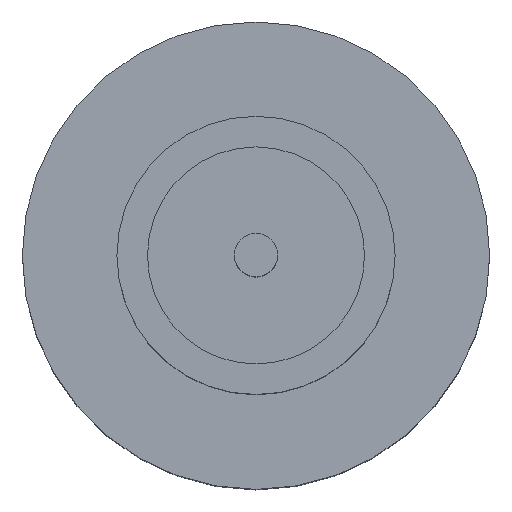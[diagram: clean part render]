
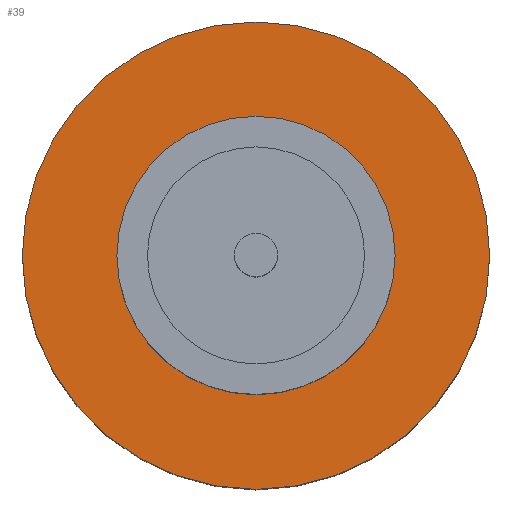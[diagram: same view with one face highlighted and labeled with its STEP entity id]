
A CAD part, top view. The second image highlights one B-rep face of the part: STEP entity #39.
In plain terms, the highlighted planar face has unit normal (0, 0, 1).
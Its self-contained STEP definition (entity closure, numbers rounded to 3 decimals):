
#24 = AXIS2_PLACEMENT_3D ( 'NONE', #702, #781, #339 ) ;
#35 = CARTESIAN_POINT ( 'NONE',  ( 0., 0., 1.55 ) ) ;
#39 = ADVANCED_FACE ( 'NONE', ( #264, #470 ), #359, .T. ) ;
#70 = ORIENTED_EDGE ( 'NONE', *, *, #191, .F. ) ;
#74 = DIRECTION ( 'NONE',  ( 1., 0., 0. ) ) ;
#82 = VERTEX_POINT ( 'NONE', #366 ) ;
#155 = CARTESIAN_POINT ( 'NONE',  ( 0., 0., 1.55 ) ) ;
#173 = DIRECTION ( 'NONE',  ( 1., 0., 0. ) ) ;
#191 = EDGE_CURVE ( 'NONE', #82, #610, #413, .T. ) ;
#206 = EDGE_CURVE ( 'NONE', #610, #82, #769, .T. ) ;
#214 = DIRECTION ( 'NONE',  ( 0., 0., 1. ) ) ;
#264 = FACE_BOUND ( 'NONE', #670, .T. ) ;
#303 = DIRECTION ( 'NONE',  ( 0., 0., 1. ) ) ;
#321 = DIRECTION ( 'NONE',  ( 0., 0., 1. ) ) ;
#324 = AXIS2_PLACEMENT_3D ( 'NONE', #155, #321, #607 ) ;
#337 = ORIENTED_EDGE ( 'NONE', *, *, #772, .T. ) ;
#339 = DIRECTION ( 'NONE',  ( 1., 0., 0. ) ) ;
#358 = ORIENTED_EDGE ( 'NONE', *, *, #206, .F. ) ;
#359 = PLANE ( 'NONE',  #619 ) ;
#366 = CARTESIAN_POINT ( 'NONE',  ( 1.25, 0., 1.55 ) ) ;
#413 = CIRCLE ( 'NONE', #570, 1.25 ) ;
#441 = EDGE_CURVE ( 'NONE', #938, #761, #901, .T. ) ;
#470 = FACE_OUTER_BOUND ( 'NONE', #669, .T. ) ;
#534 = CARTESIAN_POINT ( 'NONE',  ( -2.1, 0., 1.55 ) ) ;
#570 = AXIS2_PLACEMENT_3D ( 'NONE', #741, #303, #897 ) ;
#607 = DIRECTION ( 'NONE',  ( 1., 0., 0. ) ) ;
#610 = VERTEX_POINT ( 'NONE', #785 ) ;
#615 = ORIENTED_EDGE ( 'NONE', *, *, #441, .T. ) ;
#619 = AXIS2_PLACEMENT_3D ( 'NONE', #800, #214, #74 ) ;
#669 = EDGE_LOOP ( 'NONE', ( #337, #615 ) ) ;
#670 = EDGE_LOOP ( 'NONE', ( #70, #358 ) ) ;
#702 = CARTESIAN_POINT ( 'NONE',  ( 0., 0., 1.55 ) ) ;
#741 = CARTESIAN_POINT ( 'NONE',  ( 0., 0., 1.55 ) ) ;
#761 = VERTEX_POINT ( 'NONE', #534 ) ;
#769 = CIRCLE ( 'NONE', #324, 1.25 ) ;
#772 = EDGE_CURVE ( 'NONE', #761, #938, #877, .T. ) ;
#781 = DIRECTION ( 'NONE',  ( 0., 0., 1. ) ) ;
#785 = CARTESIAN_POINT ( 'NONE',  ( -1.25, 0., 1.55 ) ) ;
#800 = CARTESIAN_POINT ( 'NONE',  ( 0., 0., 1.55 ) ) ;
#846 = CARTESIAN_POINT ( 'NONE',  ( 2.1, 0., 1.55 ) ) ;
#877 = CIRCLE ( 'NONE', #912, 2.1 ) ;
#897 = DIRECTION ( 'NONE',  ( 1., 0., 0. ) ) ;
#901 = CIRCLE ( 'NONE', #24, 2.1 ) ;
#908 = DIRECTION ( 'NONE',  ( 0., 0., 1. ) ) ;
#912 = AXIS2_PLACEMENT_3D ( 'NONE', #35, #908, #173 ) ;
#938 = VERTEX_POINT ( 'NONE', #846 ) ;
